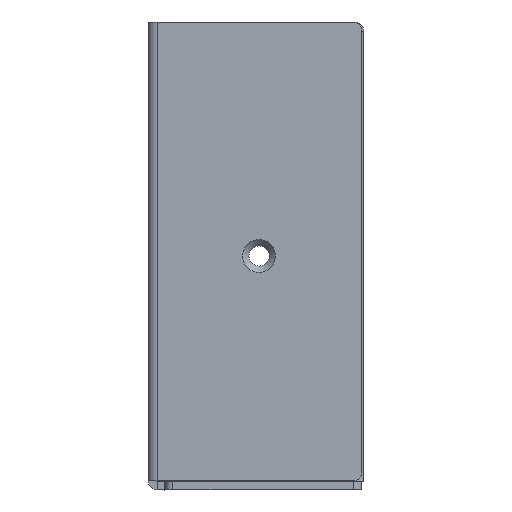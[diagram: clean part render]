
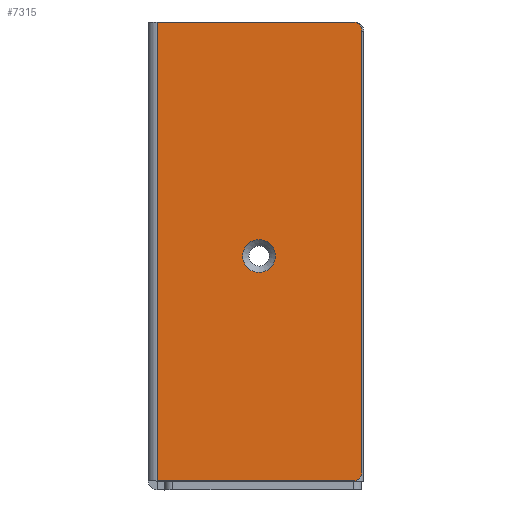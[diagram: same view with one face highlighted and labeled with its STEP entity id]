
A CAD part, left-side view. The second image highlights one B-rep face of the part: STEP entity #7315.
In plain terms, the highlighted face is planar.
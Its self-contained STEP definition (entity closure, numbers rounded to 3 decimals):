
#579=LINE('',#10276,#1227);
#580=LINE('',#10279,#1228);
#581=LINE('',#10280,#1229);
#582=LINE('',#10281,#1230);
#1227=VECTOR('',#8726,10.);
#1228=VECTOR('',#8729,10.);
#1229=VECTOR('',#8730,0.54);
#1230=VECTOR('',#8731,10.);
#1783=PLANE('',#7906);
#1996=FACE_BOUND('',#2723,.T.);
#2242=FACE_OUTER_BOUND('',#2722,.T.);
#2722=EDGE_LOOP('',(#5520,#5521,#5522,#5523,#5524,#5525));
#2723=EDGE_LOOP('',(#5526));
#3205=CIRCLE('',#7886,2.);
#3212=CIRCLE('',#7900,1.);
#3214=CIRCLE('',#7903,1.);
#3413=VERTEX_POINT('',#10213);
#3428=VERTEX_POINT('',#10254);
#3429=VERTEX_POINT('',#10255);
#3432=VERTEX_POINT('',#10263);
#3433=VERTEX_POINT('',#10264);
#3437=VERTEX_POINT('',#10274);
#3438=VERTEX_POINT('',#10278);
#4201=EDGE_CURVE('',#3413,#3413,#3205,.T.);
#4220=EDGE_CURVE('',#3428,#3429,#3212,.T.);
#4224=EDGE_CURVE('',#3432,#3433,#3214,.T.);
#4230=EDGE_CURVE('',#3437,#3429,#579,.T.);
#4231=EDGE_CURVE('',#3437,#3438,#580,.T.);
#4232=EDGE_CURVE('',#3432,#3438,#581,.T.);
#4233=EDGE_CURVE('',#3428,#3433,#582,.T.);
#5520=ORIENTED_EDGE('',*,*,#4220,.T.);
#5521=ORIENTED_EDGE('',*,*,#4230,.F.);
#5522=ORIENTED_EDGE('',*,*,#4231,.T.);
#5523=ORIENTED_EDGE('',*,*,#4232,.F.);
#5524=ORIENTED_EDGE('',*,*,#4224,.T.);
#5525=ORIENTED_EDGE('',*,*,#4233,.F.);
#5526=ORIENTED_EDGE('',*,*,#4201,.T.);
#7315=ADVANCED_FACE('',(#2242,#1996),#1783,.F.);
#7886=AXIS2_PLACEMENT_3D('',#10214,#8668,#8669);
#7900=AXIS2_PLACEMENT_3D('',#10256,#8708,#8709);
#7903=AXIS2_PLACEMENT_3D('',#10265,#8716,#8717);
#7906=AXIS2_PLACEMENT_3D('',#10277,#8727,#8728);
#8668=DIRECTION('center_axis',(0.,0.,
1.));
#8669=DIRECTION('ref_axis',(-1.,0.,0.));
#8708=DIRECTION('center_axis',(0.,0.,
-1.));
#8709=DIRECTION('ref_axis',(0.,-1.,0.));
#8716=DIRECTION('center_axis',(0.,0.,
-1.));
#8717=DIRECTION('ref_axis',(1.,0.,0.));
#8726=DIRECTION('',(0.,1.,0.));
#8727=DIRECTION('center_axis',(0.,0.,
1.));
#8728=DIRECTION('ref_axis',(0.,-1.,0.));
#8729=DIRECTION('',(-1.,0.,0.));
#8730=DIRECTION('',(0.,-1.,0.));
#8731=DIRECTION('',(-1.,0.,0.));
#10213=CARTESIAN_POINT('',(-2.,13.5,-47.5));
#10214=CARTESIAN_POINT('Origin',(0.,13.5,-47.5));
#10254=CARTESIAN_POINT('',(27.5,26.,-47.5));
#10255=CARTESIAN_POINT('',(28.5,25.,-47.5));
#10256=CARTESIAN_POINT('Origin',(27.5,25.,-47.5));
#10263=CARTESIAN_POINT('',(-27.4,25.,-47.5));
#10264=CARTESIAN_POINT('',(-26.4,26.,-47.5));
#10265=CARTESIAN_POINT('Origin',(-26.4,25.,-47.5));
#10274=CARTESIAN_POINT('',(28.5,1.1,-47.5));
#10276=CARTESIAN_POINT('',(28.5,1.1,-47.5));
#10277=CARTESIAN_POINT('Origin',(0.55,13.126,-47.5));
#10278=CARTESIAN_POINT('',(-27.4,1.1,-47.5));
#10279=CARTESIAN_POINT('',(0.55,1.1,-47.5));
#10280=CARTESIAN_POINT('',(-27.4,-0.596,-47.5));
#10281=CARTESIAN_POINT('',(28.5,26.,-47.5));
